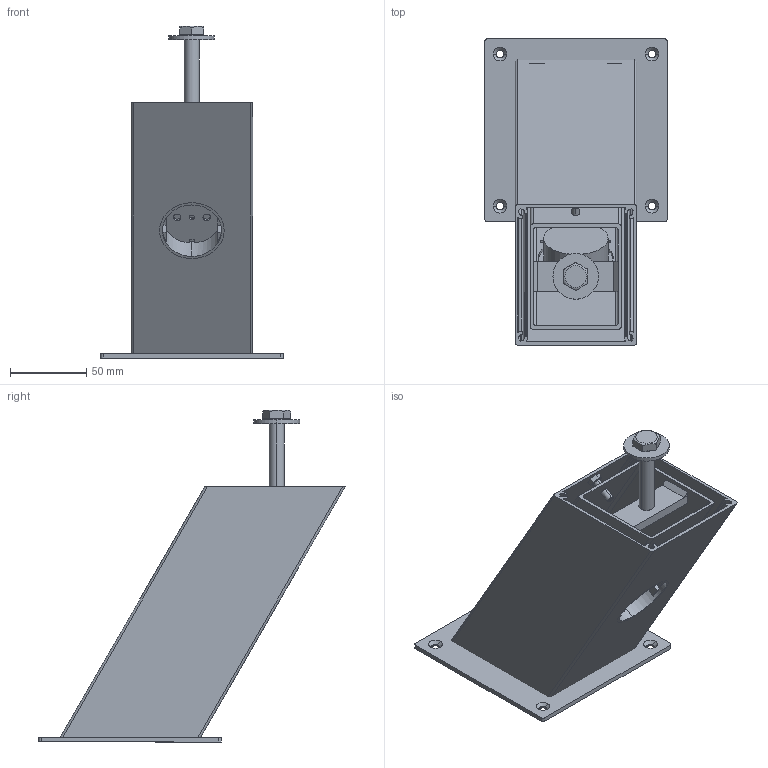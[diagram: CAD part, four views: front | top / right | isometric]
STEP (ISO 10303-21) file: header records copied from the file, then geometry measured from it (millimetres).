
FILE_DESCRIPTION(('STEP AP214'),'1');
FILE_NAME('Rhodos 4 H170.stp','2025-10-09T06:53:29',(' '),(' '),'Spatial InterOp 3D',' ',' ');
FILE_SCHEMA(('AUTOMOTIVE_DESIGN { 1 0 10303 214 1 1 1 1 }'));
Length unit declared in the file: millimetre
Products named in the file (1): Jumbo Power schr_g|Jumbo Power schr__g Tr__ger#Jumbo Power schr_g Tr_ger|Jumbo Power schr__g Tr__ger#Jumbo Power schr_g Tr_ger;Jumbo Power schr_g Tr_ger
Bounding box: 120 x 201.66 x 218.4 mm (x, y, z)
Volume: 294118.4 mm3; surface area: 271763.5 mm2
Topology: 14 solids, 14 shells, 437 faces, 1144 edges, 745 vertices
Faces by surface type: plane 201, cylinder 170, cone 52, torus 14
Entity records: 14777 total; most frequent: CARTESIAN_POINT 2496, DIRECTION 2455, ORIENTED_EDGE 2280, EDGE_CURVE 1140, AXIS2_PLACEMENT_3D 900, VERTEX_POINT 745, LINE 655, VECTOR 655
